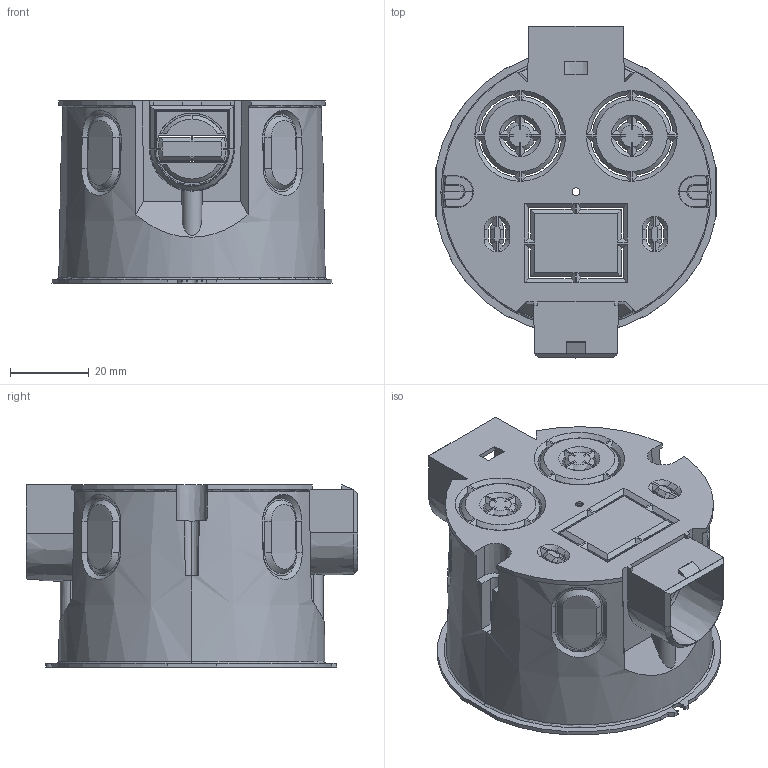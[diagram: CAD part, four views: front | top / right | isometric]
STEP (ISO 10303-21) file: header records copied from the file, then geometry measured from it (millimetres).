
FILE_DESCRIPTION (( 'STEP AP203' ), '1' );
FILE_NAME ('ﾑ3ﾌ3.STEP', '2021-11-20T14:25:29', ( 'I54570' ), ( '' ), 'SwSTEP 2.0', 'SolidWorks 2014', '' );
FILE_SCHEMA (( 'CONFIG_CONTROL_DESIGN' ));
Length unit declared in the file: millimetre
Products named in the file (1): ﾑ3ﾌ3
Bounding box: 70.96 x 84.1 x 46.2 mm (x, y, z)
Volume: 18928.6 mm3; surface area: 33194.8 mm2
Topology: 3 solids, 3 shells, 773 faces, 2215 edges, 1461 vertices
Faces by surface type: plane 453, cylinder 145, cone 133, bspline 32, torus 10
Entity records: 27407 total; most frequent: CARTESIAN_POINT 7780, ORIENTED_EDGE 4430, DIRECTION 3722, EDGE_CURVE 2215, VERTEX_POINT 1461, AXIS2_PLACEMENT_3D 1307, VECTOR 1108, LINE 1108
